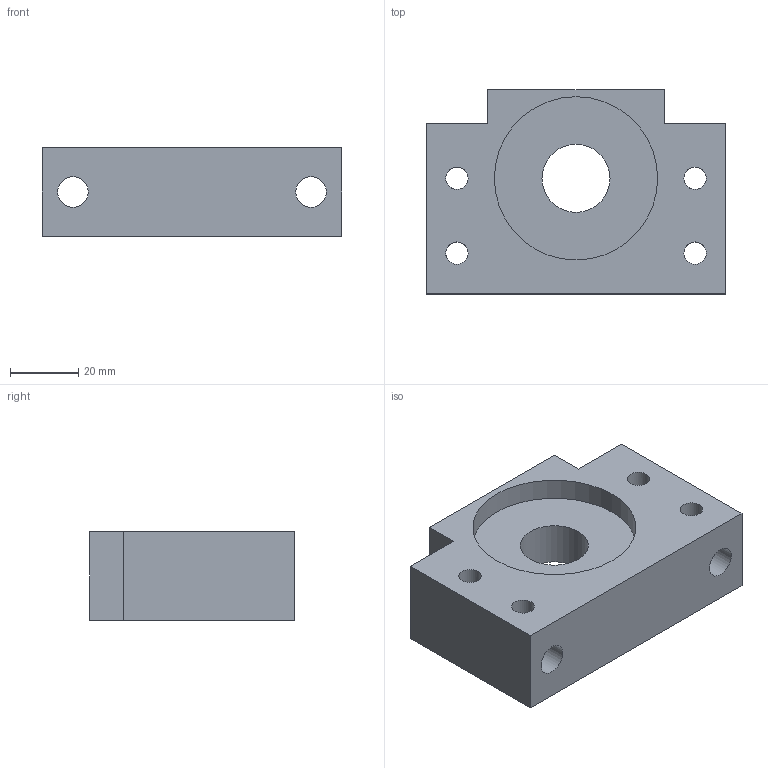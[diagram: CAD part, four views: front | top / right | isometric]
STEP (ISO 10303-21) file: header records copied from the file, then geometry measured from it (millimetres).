
FILE_DESCRIPTION( ( 'STEP AP214' ), ' ' );
FILE_NAME( 'CSK-20.stp', '2019-07-16T03:06:11', ( '' ), ( '' ), ' ', 'PARTsolutions', ' ' );
FILE_SCHEMA( ( 'AUTOMOTIVE_DESIGN { 1 0 10303 214 1 1 1 1 }' ) );
Length unit declared in the file: millimetre
Products named in the file (1): _CSK-20
Bounding box: 88 x 60 x 26 mm (x, y, z)
Volume: 89998.6 mm3; surface area: 23477.4 mm2
Topology: 1 solids, 1 shells, 29 faces, 85 edges, 58 vertices
Faces by surface type: cylinder 15, plane 14
Full cylindrical faces by diameter (mm): 6.6 x8, 9 x2, 14 x2, 20 x1, 48 x2
Entity records: 1566 total; most frequent: CARTESIAN_POINT 650, DIRECTION 128, ORIENTED_EDGE 108, EDGE_LOOP 70, EDGE_CURVE 54, AXIS2_PLACEMENT_3D 52, VERTEX_POINT 46, FACE_OUTER_BOUND 44
